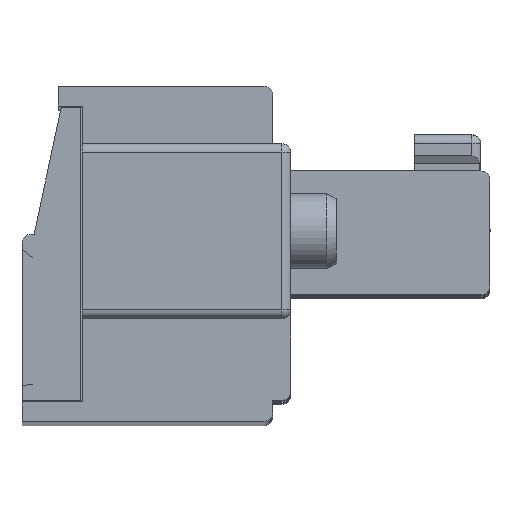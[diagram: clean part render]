
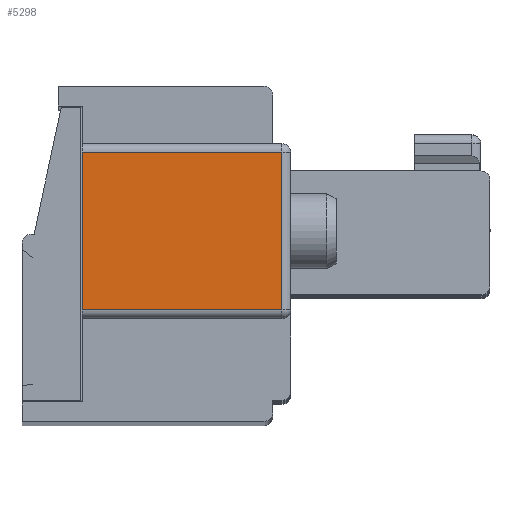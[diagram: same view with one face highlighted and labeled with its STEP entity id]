
A CAD part, top view. The second image highlights one B-rep face of the part: STEP entity #5298.
In plain terms, the highlighted planar face has unit normal (0, 0, 1).
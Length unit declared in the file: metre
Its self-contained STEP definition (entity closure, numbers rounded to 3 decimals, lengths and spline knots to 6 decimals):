
#5298=ADVANCED_FACE('',(#10934),#10935,.T.);
#10934=FACE_OUTER_BOUND('',#16687,.T.);
#10935=PLANE('',#16688);
#16687=EDGE_LOOP('',(#32586,#32587,#32588,#32589));
#16688=AXIS2_PLACEMENT_3D('',#32590,#32591,#32592);
#32586=ORIENTED_EDGE('',*,*,#39264,.T.);
#32587=ORIENTED_EDGE('',*,*,#39882,.T.);
#32588=ORIENTED_EDGE('',*,*,#39883,.T.);
#32589=ORIENTED_EDGE('',*,*,#39884,.T.);
#32590=CARTESIAN_POINT('',(0.21145,0.028424,0.0685));
#32591=DIRECTION('',(0.,0.,1.0));
#32592=DIRECTION('',(1.0,0.,0.0));
#39264=EDGE_CURVE('',#48475,#48473,#48476,.T.);
#39882=EDGE_CURVE('',#48473,#49367,#49368,.T.);
#39883=EDGE_CURVE('',#49367,#49369,#49370,.T.);
#39884=EDGE_CURVE('',#49369,#48475,#49371,.T.);
#48473=VERTEX_POINT('',#62262);
#48475=VERTEX_POINT('',#62264);
#48476=LINE('',#62265,#62266);
#49367=VERTEX_POINT('',#63627);
#49368=LINE('',#63628,#63629);
#49369=VERTEX_POINT('',#63630);
#49370=LINE('',#63631,#63632);
#49371=LINE('',#63633,#63634);
#62262=CARTESIAN_POINT('',(0.20485,0.023224,0.0685));
#62264=CARTESIAN_POINT('',(0.20485,0.028424,0.0685));
#62265=CARTESIAN_POINT('',(0.20485,0.022924,0.0685));
#62266=VECTOR('',#69656,1.0);
#63627=CARTESIAN_POINT('',(0.21145,0.023224,0.0685));
#63628=CARTESIAN_POINT('',(0.21145,0.023224,0.0685));
#63629=VECTOR('',#70269,1.0);
#63630=CARTESIAN_POINT('',(0.21145,0.028424,0.0685));
#63631=CARTESIAN_POINT('',(0.21145,0.028424,0.0685));
#63632=VECTOR('',#70270,1.0);
#63633=CARTESIAN_POINT('',(0.21145,0.028424,0.0685));
#63634=VECTOR('',#70271,1.0);
#69656=DIRECTION('',(0.,-1.0,0.));
#70269=DIRECTION('',(1.0,0.0,0.));
#70270=DIRECTION('',(0.0,1.0,0.));
#70271=DIRECTION('',(-1.0,0.,0.));
